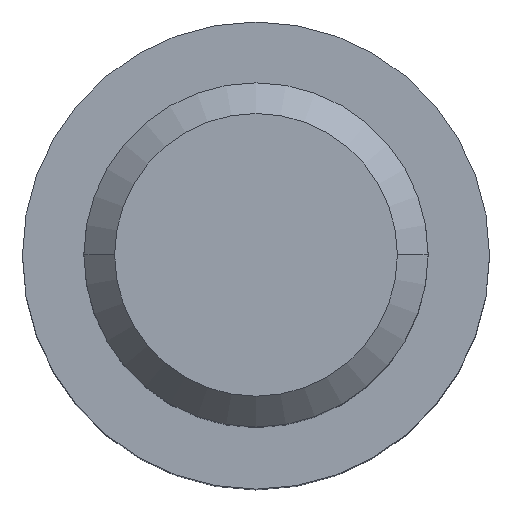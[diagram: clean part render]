
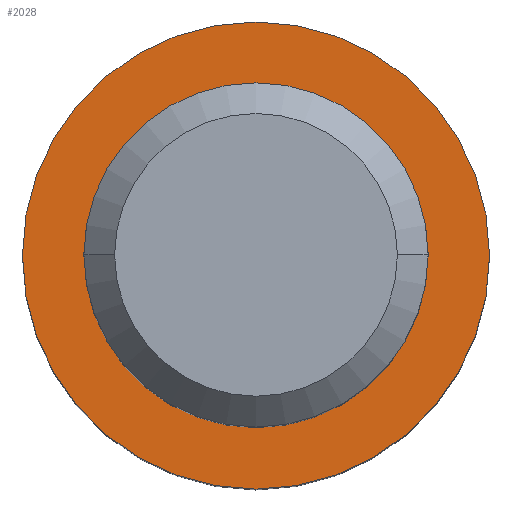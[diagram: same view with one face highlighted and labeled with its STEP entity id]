
A CAD part, top view. The second image highlights one B-rep face of the part: STEP entity #2028.
In plain terms, the highlighted planar face has unit normal (0, 0, 1).
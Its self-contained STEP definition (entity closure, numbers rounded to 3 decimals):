
#81 = ORIENTED_EDGE ( 'NONE', *, *, #4111, .T. ) ;
#590 = CARTESIAN_POINT ( 'NONE',  ( 0., 0., 8. ) ) ;
#668 = CIRCLE ( 'NONE', #12442, 3.8 ) ;
#1014 = DIRECTION ( 'NONE',  ( 0., 0., 1. ) ) ;
#1532 = DIRECTION ( 'NONE',  ( 0., 0., 1. ) ) ;
#1541 = ORIENTED_EDGE ( 'NONE', *, *, #9655, .F. ) ;
#1626 = DIRECTION ( 'NONE',  ( 1., 0., 0. ) ) ;
#1840 = CIRCLE ( 'NONE', #7072, 2.8 ) ;
#2028 = ADVANCED_FACE ( 'NONE', ( #13124, #5336 ), #3930, .T. ) ;
#2237 = CARTESIAN_POINT ( 'NONE',  ( 3.8, 0., 8. ) ) ;
#2485 = EDGE_LOOP ( 'NONE', ( #6192, #1541 ) ) ;
#2540 = VERTEX_POINT ( 'NONE', #6672 ) ;
#3626 = DIRECTION ( 'NONE',  ( 0., 0., 1. ) ) ;
#3801 = AXIS2_PLACEMENT_3D ( 'NONE', #7106, #1014, #8119 ) ;
#3906 = VERTEX_POINT ( 'NONE', #2237 ) ;
#3930 = PLANE ( 'NONE',  #11222 ) ;
#4111 = EDGE_CURVE ( 'NONE', #7304, #3906, #668, .T. ) ;
#4971 = DIRECTION ( 'NONE',  ( 0., 0., 1. ) ) ;
#4976 = CARTESIAN_POINT ( 'NONE',  ( -3.8, 0., 8. ) ) ;
#5336 = FACE_BOUND ( 'NONE', #2485, .T. ) ;
#5794 = VERTEX_POINT ( 'NONE', #9366 ) ;
#6192 = ORIENTED_EDGE ( 'NONE', *, *, #10511, .F. ) ;
#6557 = AXIS2_PLACEMENT_3D ( 'NONE', #590, #7711, #1626 ) ;
#6672 = CARTESIAN_POINT ( 'NONE',  ( 2.8, 0., 8. ) ) ;
#7072 = AXIS2_PLACEMENT_3D ( 'NONE', #9725, #3626, #10748 ) ;
#7106 = CARTESIAN_POINT ( 'NONE',  ( 0., 0., 8. ) ) ;
#7304 = VERTEX_POINT ( 'NONE', #4976 ) ;
#7352 = EDGE_CURVE ( 'NONE', #3906, #7304, #11537, .T. ) ;
#7618 = CARTESIAN_POINT ( 'NONE',  ( 0., 0., 8. ) ) ;
#7711 = DIRECTION ( 'NONE',  ( 0., 0., 1. ) ) ;
#8119 = DIRECTION ( 'NONE',  ( 1., 0., 0. ) ) ;
#8634 = DIRECTION ( 'NONE',  ( 1., 0., 0. ) ) ;
#9366 = CARTESIAN_POINT ( 'NONE',  ( -2.8, 0., 8. ) ) ;
#9536 = EDGE_LOOP ( 'NONE', ( #81, #11658 ) ) ;
#9655 = EDGE_CURVE ( 'NONE', #2540, #5794, #1840, .T. ) ;
#9725 = CARTESIAN_POINT ( 'NONE',  ( 0., 0., 8. ) ) ;
#10016 = CARTESIAN_POINT ( 'NONE',  ( 0., 0., 8. ) ) ;
#10511 = EDGE_CURVE ( 'NONE', #5794, #2540, #12710, .T. ) ;
#10748 = DIRECTION ( 'NONE',  ( 1., 0., 0. ) ) ;
#11222 = AXIS2_PLACEMENT_3D ( 'NONE', #10016, #4971, #12083 ) ;
#11537 = CIRCLE ( 'NONE', #3801, 3.8 ) ;
#11658 = ORIENTED_EDGE ( 'NONE', *, *, #7352, .T. ) ;
#12083 = DIRECTION ( 'NONE',  ( 1., 0., 0. ) ) ;
#12442 = AXIS2_PLACEMENT_3D ( 'NONE', #7618, #1532, #8634 ) ;
#12710 = CIRCLE ( 'NONE', #6557, 2.8 ) ;
#13124 = FACE_OUTER_BOUND ( 'NONE', #9536, .T. ) ;
